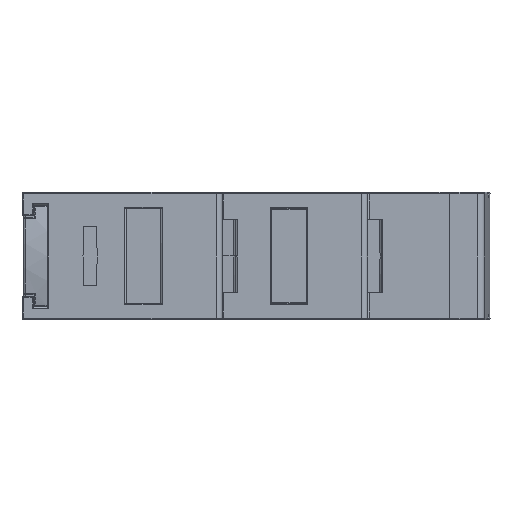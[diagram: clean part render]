
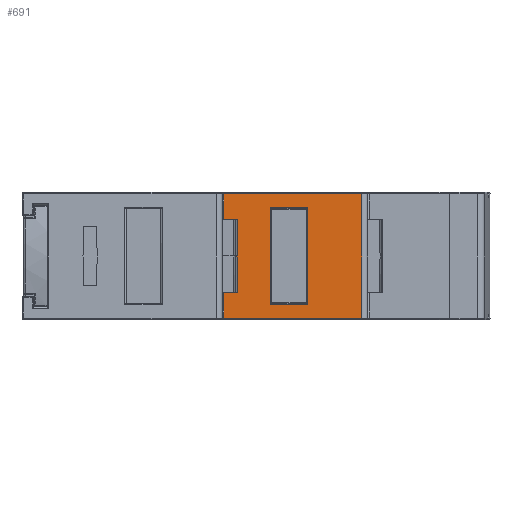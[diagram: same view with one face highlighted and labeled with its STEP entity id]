
A CAD part, front view. The second image highlights one B-rep face of the part: STEP entity #691.
In plain terms, the highlighted planar face has unit normal (0, -1, 0).
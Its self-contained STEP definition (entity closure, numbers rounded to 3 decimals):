
#691 = ADVANCED_FACE ( 'NONE', ( #19884, #36812 ), #12016, .F. ) ;
#1092 = DIRECTION ( 'NONE',  ( 1., 0., 0. ) ) ;
#1504 = CARTESIAN_POINT ( 'NONE',  ( 14.23, -28.881, 75. ) ) ;
#1902 = CARTESIAN_POINT ( 'NONE',  ( 23.914, -28.881, 68.267 ) ) ;
#1961 = CARTESIAN_POINT ( 'NONE',  ( 14.225, -28.881, 80. ) ) ;
#2038 = DIRECTION ( 'NONE',  ( 1., 0., 0. ) ) ;
#2396 = EDGE_CURVE ( 'NONE', #43187, #27136, #3345, .T. ) ;
#3345 = LINE ( 'NONE', #45743, #13109 ) ;
#4008 = VECTOR ( 'NONE', #1092, 1000. ) ;
#4048 = CARTESIAN_POINT ( 'NONE',  ( 14.227, -28.881, 71.66 ) ) ;
#4391 = VERTEX_POINT ( 'NONE', #25249 ) ;
#5017 = EDGE_CURVE ( 'NONE', #13399, #24339, #32687, .T. ) ;
#5072 = CARTESIAN_POINT ( 'NONE',  ( 12.131, -28.881, 66.25 ) ) ;
#5142 = VECTOR ( 'NONE', #6800, 1000. ) ;
#6322 = VECTOR ( 'NONE', #28152, 1000. ) ;
#6800 = DIRECTION ( 'NONE',  ( 1., 0., 0. ) ) ;
#7475 = CARTESIAN_POINT ( 'NONE',  ( 12.331, -28.881, 80. ) ) ;
#8017 = DIRECTION ( 'NONE',  ( 0., 0., 1. ) ) ;
#8359 = CARTESIAN_POINT ( 'NONE',  ( 32.131, -28.881, 81.733 ) ) ;
#8534 = VECTOR ( 'NONE', #24507, 1000. ) ;
#9291 = ORIENTED_EDGE ( 'NONE', *, *, #45538, .T. ) ;
#9724 = LINE ( 'NONE', #12287, #23293 ) ;
#9740 = EDGE_CURVE ( 'NONE', #27136, #13399, #18901, .T. ) ;
#10132 = ORIENTED_EDGE ( 'NONE', *, *, #44717, .T. ) ;
#10787 = VERTEX_POINT ( 'NONE', #14815 ) ;
#11302 = ORIENTED_EDGE ( 'NONE', *, *, #24504, .T. ) ;
#11404 = EDGE_CURVE ( 'NONE', #24339, #43187, #14317, .T. ) ;
#12016 = PLANE ( 'NONE',  #40352 ) ;
#12238 = VERTEX_POINT ( 'NONE', #34722 ) ;
#12239 = DIRECTION ( 'NONE',  ( 0., 1., 0. ) ) ;
#12287 = CARTESIAN_POINT ( 'NONE',  ( 12.331, -28.881, 75. ) ) ;
#12324 = CARTESIAN_POINT ( 'NONE',  ( 31.331, -28.881, 66.45 ) ) ;
#12699 = CARTESIAN_POINT ( 'NONE',  ( 31.331, -28.881, 66.25 ) ) ;
#13109 = VECTOR ( 'NONE', #24650, 1000. ) ;
#13399 = VERTEX_POINT ( 'NONE', #16725 ) ;
#14083 = DIRECTION ( 'NONE',  ( -1., 0., 0. ) ) ;
#14268 = LINE ( 'NONE', #28864, #19951 ) ;
#14317 = LINE ( 'NONE', #31684, #8534 ) ;
#14568 = ORIENTED_EDGE ( 'NONE', *, *, #9740, .T. ) ;
#14815 = CARTESIAN_POINT ( 'NONE',  ( 14.23, -28.881, 75. ) ) ;
#15082 = VERTEX_POINT ( 'NONE', #12324 ) ;
#15731 = DIRECTION ( 'NONE',  ( 0., 0., 1. ) ) ;
#16097 = CARTESIAN_POINT ( 'NONE',  ( 12.331, -28.881, 66.45 ) ) ;
#16725 = CARTESIAN_POINT ( 'NONE',  ( 18.748, -28.881, 81.733 ) ) ;
#17397 = VERTEX_POINT ( 'NONE', #32094 ) ;
#17499 = EDGE_CURVE ( 'NONE', #4391, #10787, #36918, .T. ) ;
#17770 = ORIENTED_EDGE ( 'NONE', *, *, #29488, .T. ) ;
#18901 = LINE ( 'NONE', #42999, #35805 ) ;
#19099 = VERTEX_POINT ( 'NONE', #21385 ) ;
#19426 = LINE ( 'NONE', #12699, #39140 ) ;
#19542 = ORIENTED_EDGE ( 'NONE', *, *, #27727, .T. ) ;
#19854 = VERTEX_POINT ( 'NONE', #28912 ) ;
#19884 = FACE_OUTER_BOUND ( 'NONE', #26474, .T. ) ;
#19951 = VECTOR ( 'NONE', #39052, 1000. ) ;
#20142 = VERTEX_POINT ( 'NONE', #7475 ) ;
#20541 = ORIENTED_EDGE ( 'NONE', *, *, #5017, .T. ) ;
#21385 = CARTESIAN_POINT ( 'NONE',  ( 12.331, -28.881, 83.55 ) ) ;
#21482 = VECTOR ( 'NONE', #40859, 1000. ) ;
#21488 = CARTESIAN_POINT ( 'NONE',  ( 12.131, -28.881, 70. ) ) ;
#21827 = ORIENTED_EDGE ( 'NONE', *, *, #11404, .T. ) ;
#21874 = VERTEX_POINT ( 'NONE', #34029 ) ;
#23266 = CARTESIAN_POINT ( 'NONE',  ( 14.227, -28.881, 78.34 ) ) ;
#23293 = VECTOR ( 'NONE', #30351, 1000. ) ;
#23716 = LINE ( 'NONE', #16097, #21482 ) ;
#23929 = ORIENTED_EDGE ( 'NONE', *, *, #2396, .T. ) ;
#24200 = LINE ( 'NONE', #31366, #6322 ) ;
#24339 = VERTEX_POINT ( 'NONE', #24572 ) ;
#24504 = EDGE_CURVE ( 'NONE', #20142, #4391, #30049, .T. ) ;
#24507 = DIRECTION ( 'NONE',  ( 0., 0., -1. ) ) ;
#24572 = CARTESIAN_POINT ( 'NONE',  ( 23.914, -28.881, 81.733 ) ) ;
#24650 = DIRECTION ( 'NONE',  ( -1., 0., 0. ) ) ;
#25249 = CARTESIAN_POINT ( 'NONE',  ( 14.225, -28.881, 80. ) ) ;
#26474 = EDGE_LOOP ( 'NONE', ( #40441, #27328, #19542, #31496, #9291, #17770, #32166, #10132, #11302 ) ) ;
#27136 = VERTEX_POINT ( 'NONE', #36008 ) ;
#27328 = ORIENTED_EDGE ( 'NONE', *, *, #32340, .T. ) ;
#27727 = EDGE_CURVE ( 'NONE', #12238, #17397, #31672, .T. ) ;
#28152 = DIRECTION ( 'NONE',  ( 1., 0., 0. ) ) ;
#28642 = CARTESIAN_POINT ( 'NONE',  ( 14.225, -28.881, 70. ) ) ;
#28684 = VECTOR ( 'NONE', #14083, 1000. ) ;
#28864 = CARTESIAN_POINT ( 'NONE',  ( 32.131, -28.881, 83.55 ) ) ;
#28912 = CARTESIAN_POINT ( 'NONE',  ( 12.331, -28.881, 66.45 ) ) ;
#29488 = EDGE_CURVE ( 'NONE', #15082, #21874, #19426, .T. ) ;
#30049 = LINE ( 'NONE', #40912, #4008 ) ;
#30351 = DIRECTION ( 'NONE',  ( 0., 0., -1. ) ) ;
#31366 = CARTESIAN_POINT ( 'NONE',  ( 12.131, -28.881, 66.45 ) ) ;
#31496 = ORIENTED_EDGE ( 'NONE', *, *, #33604, .T. ) ;
#31672 = LINE ( 'NONE', #21488, #28684 ) ;
#31684 = CARTESIAN_POINT ( 'NONE',  ( 23.914, -28.881, 66.25 ) ) ;
#32094 = CARTESIAN_POINT ( 'NONE',  ( 12.331, -28.881, 70. ) ) ;
#32166 = ORIENTED_EDGE ( 'NONE', *, *, #32309, .T. ) ;
#32309 = EDGE_CURVE ( 'NONE', #21874, #19099, #14268, .T. ) ;
#32340 = EDGE_CURVE ( 'NONE', #10787, #12238, #39427, .T. ) ;
#32687 = LINE ( 'NONE', #8359, #5142 ) ;
#33604 = EDGE_CURVE ( 'NONE', #17397, #19854, #23716, .T. ) ;
#34029 = CARTESIAN_POINT ( 'NONE',  ( 31.331, -28.881, 83.55 ) ) ;
#34722 = CARTESIAN_POINT ( 'NONE',  ( 14.225, -28.881, 70. ) ) ;
#35805 = VECTOR ( 'NONE', #8017, 1000. ) ;
#36008 = CARTESIAN_POINT ( 'NONE',  ( 18.748, -28.881, 68.267 ) ) ;
#36244 = EDGE_LOOP ( 'NONE', ( #14568, #20541, #21827, #23929 ) ) ;
#36812 = FACE_BOUND ( 'NONE', #36244, .T. ) ;
#36918 =( BOUNDED_CURVE ( )  B_SPLINE_CURVE ( 3, ( #1961, #23266, #37165, #1504 ),
 .UNSPECIFIED., .F., .T. ) 
 B_SPLINE_CURVE_WITH_KNOTS ( ( 4, 4 ),
 ( 4.569, 4.642 ),
 .UNSPECIFIED. ) 
 CURVE ( )  GEOMETRIC_REPRESENTATION_ITEM ( )  RATIONAL_B_SPLINE_CURVE ( ( 1., 1., 1., 1. ) ) 
 REPRESENTATION_ITEM ( '' )  );
#37165 = CARTESIAN_POINT ( 'NONE',  ( 14.229, -28.881, 76.673 ) ) ;
#38811 = CARTESIAN_POINT ( 'NONE',  ( 14.23, -28.881, 75. ) ) ;
#39052 = DIRECTION ( 'NONE',  ( -1., 0., 0. ) ) ;
#39140 = VECTOR ( 'NONE', #15731, 1000. ) ;
#39427 =( BOUNDED_CURVE ( )  B_SPLINE_CURVE ( 3, ( #38811, #42518, #4048, #28642 ),
 .UNSPECIFIED., .F., .T. ) 
 B_SPLINE_CURVE_WITH_KNOTS ( ( 4, 4 ),
 ( 4.782, 4.856 ),
 .UNSPECIFIED. ) 
 CURVE ( )  GEOMETRIC_REPRESENTATION_ITEM ( )  RATIONAL_B_SPLINE_CURVE ( ( 1., 1., 1., 1. ) ) 
 REPRESENTATION_ITEM ( '' )  );
#40352 = AXIS2_PLACEMENT_3D ( 'NONE', #5072, #12239, #2038 ) ;
#40441 = ORIENTED_EDGE ( 'NONE', *, *, #17499, .T. ) ;
#40859 = DIRECTION ( 'NONE',  ( 0., 0., -1. ) ) ;
#40912 = CARTESIAN_POINT ( 'NONE',  ( 32.131, -28.881, 80. ) ) ;
#42518 = CARTESIAN_POINT ( 'NONE',  ( 14.229, -28.881, 73.327 ) ) ;
#42999 = CARTESIAN_POINT ( 'NONE',  ( 18.748, -28.881, 66.25 ) ) ;
#43187 = VERTEX_POINT ( 'NONE', #1902 ) ;
#44717 = EDGE_CURVE ( 'NONE', #19099, #20142, #9724, .T. ) ;
#45538 = EDGE_CURVE ( 'NONE', #19854, #15082, #24200, .T. ) ;
#45743 = CARTESIAN_POINT ( 'NONE',  ( 12.131, -28.881, 68.267 ) ) ;
